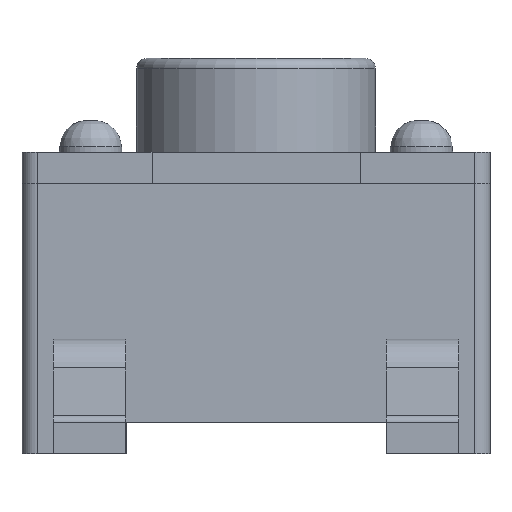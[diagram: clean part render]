
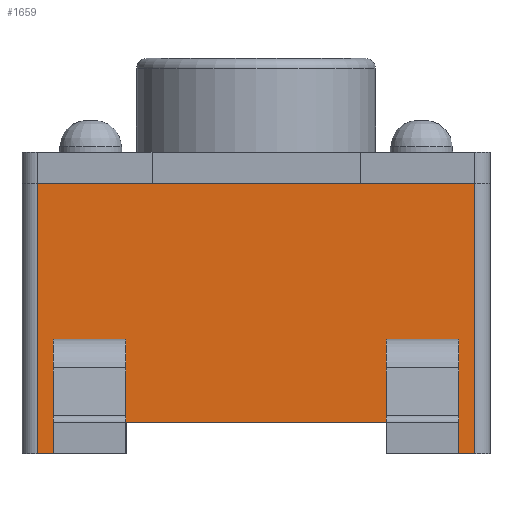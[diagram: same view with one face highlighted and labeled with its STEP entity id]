
A CAD part, left-side view. The second image highlights one B-rep face of the part: STEP entity #1659.
In plain terms, the highlighted planar face has unit normal (-1, 0, 0).
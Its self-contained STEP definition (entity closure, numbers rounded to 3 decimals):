
#1659 = ADVANCED_FACE('',(#1660),#1726,.T.);
#1660 = FACE_BOUND('',#1661,.T.);
#1661 = EDGE_LOOP('',(#1662,#1672,#1680,#1688,#1696,#1704,#1712,#1720));
#1662 = ORIENTED_EDGE('',*,*,#1663,.F.);
#1663 = EDGE_CURVE('',#1664,#1666,#1668,.T.);
#1664 = VERTEX_POINT('',#1665);
#1665 = CARTESIAN_POINT('',(-2.25,-2.1,0.));
#1666 = VERTEX_POINT('',#1667);
#1667 = CARTESIAN_POINT('',(-2.25,-1.25,0.));
#1668 = LINE('',#1669,#1670);
#1669 = CARTESIAN_POINT('',(-2.25,-2.1,0.));
#1670 = VECTOR('',#1671,1.);
#1671 = DIRECTION('',(0.,1.,0.));
#1672 = ORIENTED_EDGE('',*,*,#1673,.T.);
#1673 = EDGE_CURVE('',#1664,#1674,#1676,.T.);
#1674 = VERTEX_POINT('',#1675);
#1675 = CARTESIAN_POINT('',(-2.25,-2.1,2.6));
#1676 = LINE('',#1677,#1678);
#1677 = CARTESIAN_POINT('',(-2.25,-2.1,0.));
#1678 = VECTOR('',#1679,1.);
#1679 = DIRECTION('',(0.,0.,1.));
#1680 = ORIENTED_EDGE('',*,*,#1681,.T.);
#1681 = EDGE_CURVE('',#1674,#1682,#1684,.T.);
#1682 = VERTEX_POINT('',#1683);
#1683 = CARTESIAN_POINT('',(-2.25,2.1,2.6));
#1684 = LINE('',#1685,#1686);
#1685 = CARTESIAN_POINT('',(-2.25,-2.1,2.6));
#1686 = VECTOR('',#1687,1.);
#1687 = DIRECTION('',(0.,1.,0.));
#1688 = ORIENTED_EDGE('',*,*,#1689,.F.);
#1689 = EDGE_CURVE('',#1690,#1682,#1692,.T.);
#1690 = VERTEX_POINT('',#1691);
#1691 = CARTESIAN_POINT('',(-2.25,2.1,0.));
#1692 = LINE('',#1693,#1694);
#1693 = CARTESIAN_POINT('',(-2.25,2.1,0.));
#1694 = VECTOR('',#1695,1.);
#1695 = DIRECTION('',(0.,0.,1.));
#1696 = ORIENTED_EDGE('',*,*,#1697,.F.);
#1697 = EDGE_CURVE('',#1698,#1690,#1700,.T.);
#1698 = VERTEX_POINT('',#1699);
#1699 = CARTESIAN_POINT('',(-2.25,1.25,0.));
#1700 = LINE('',#1701,#1702);
#1701 = CARTESIAN_POINT('',(-2.25,-2.1,0.));
#1702 = VECTOR('',#1703,1.);
#1703 = DIRECTION('',(0.,1.,0.));
#1704 = ORIENTED_EDGE('',*,*,#1705,.T.);
#1705 = EDGE_CURVE('',#1698,#1706,#1708,.T.);
#1706 = VERTEX_POINT('',#1707);
#1707 = CARTESIAN_POINT('',(-2.25,1.25,0.3));
#1708 = LINE('',#1709,#1710);
#1709 = CARTESIAN_POINT('',(-2.25,1.25,0.));
#1710 = VECTOR('',#1711,1.);
#1711 = DIRECTION('',(0.,0.,1.));
#1712 = ORIENTED_EDGE('',*,*,#1713,.F.);
#1713 = EDGE_CURVE('',#1714,#1706,#1716,.T.);
#1714 = VERTEX_POINT('',#1715);
#1715 = CARTESIAN_POINT('',(-2.25,-1.25,0.3));
#1716 = LINE('',#1717,#1718);
#1717 = CARTESIAN_POINT('',(-2.25,-1.25,0.3));
#1718 = VECTOR('',#1719,1.);
#1719 = DIRECTION('',(0.,1.,0.));
#1720 = ORIENTED_EDGE('',*,*,#1721,.F.);
#1721 = EDGE_CURVE('',#1666,#1714,#1722,.T.);
#1722 = LINE('',#1723,#1724);
#1723 = CARTESIAN_POINT('',(-2.25,-1.25,0.));
#1724 = VECTOR('',#1725,1.);
#1725 = DIRECTION('',(0.,0.,1.));
#1726 = PLANE('',#1727);
#1727 = AXIS2_PLACEMENT_3D('',#1728,#1729,#1730);
#1728 = CARTESIAN_POINT('',(-2.25,-2.1,0.));
#1729 = DIRECTION('',(-1.,0.,0.));
#1730 = DIRECTION('',(0.,1.,0.));
